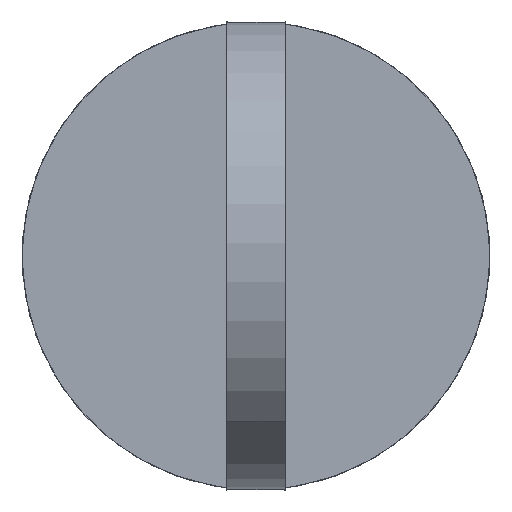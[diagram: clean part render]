
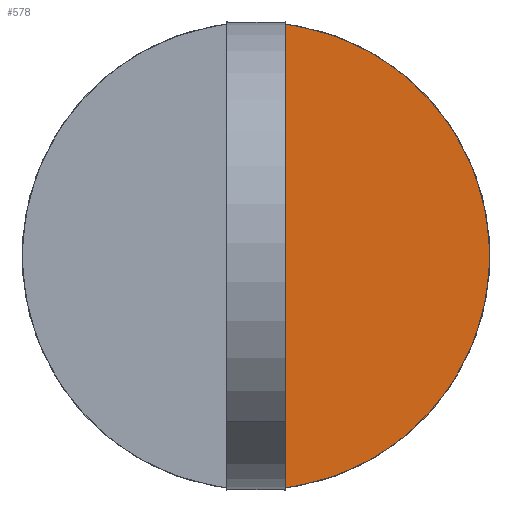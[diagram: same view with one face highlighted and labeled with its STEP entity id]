
A CAD part, left-side view. The second image highlights one B-rep face of the part: STEP entity #578.
In plain terms, the highlighted planar face has unit normal (-1, 0, 0).
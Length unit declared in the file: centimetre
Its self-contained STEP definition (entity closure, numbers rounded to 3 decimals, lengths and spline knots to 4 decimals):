
#554=CARTESIAN_POINT('',(0.,-0.0787,0.6301));
#555=VERTEX_POINT('',#554);
#556=CARTESIAN_POINT('',(0.,-0.0787,-0.6301));
#557=VERTEX_POINT('',#556);
#558=CARTESIAN_POINT('',(0.,-0.0787,0.6301));
#559=DIRECTION('',(0.,0.,-1.));
#560=VECTOR('',#559,1.2602);
#561=LINE('',#558,#560);
#562=EDGE_CURVE('',#555,#557,#561,.T.);
#563=ORIENTED_EDGE('',*,*,#562,.T.);
#564=CARTESIAN_POINT('',(0.,0.,0.));
#565=DIRECTION('',(-1.,0.,0.));
#566=DIRECTION('',(0.,-0.124,-0.992));
#567=AXIS2_PLACEMENT_3D('',#564,#565,#566);
#568=CIRCLE('',#567,0.635);
#569=EDGE_CURVE('',#557,#555,#568,.T.);
#570=ORIENTED_EDGE('',*,*,#569,.T.);
#571=EDGE_LOOP('',(#563,#570));
#572=FACE_OUTER_BOUND('',#571,.T.);
#573=CARTESIAN_POINT('',(0.,-0.635,-0.6301));
#574=DIRECTION('',(-1.,0.,0.));
#575=DIRECTION('',(0.,0.,1.));
#576=AXIS2_PLACEMENT_3D('',#573,#574,#575);
#577=PLANE('',#576);
#578=ADVANCED_FACE('',(#572),#577,.T.);
